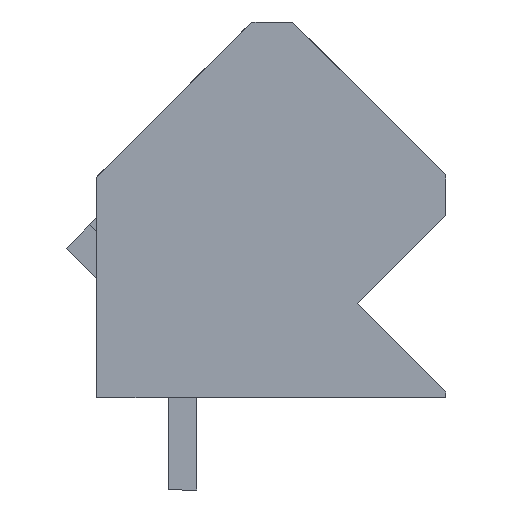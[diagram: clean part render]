
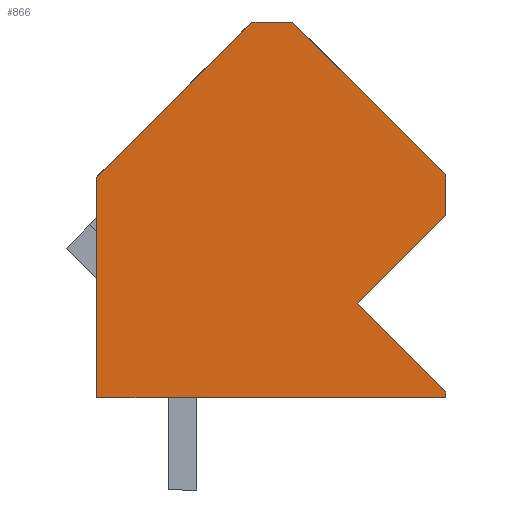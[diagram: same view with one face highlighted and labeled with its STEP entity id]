
A CAD part, left-side view. The second image highlights one B-rep face of the part: STEP entity #866.
In plain terms, the highlighted planar face has unit normal (-1, 0, 0).
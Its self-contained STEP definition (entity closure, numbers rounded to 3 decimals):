
#815=AXIS2_PLACEMENT_3D('Plane Axis2P3D',#812,#813,#814) ;
#255=CARTESIAN_POINT('Vertex',(0.,5.303,16.228)) ;
#258=CARTESIAN_POINT('Line Origine',(0.,2.651,13.577)) ;
#262=CARTESIAN_POINT('Vertex',(0.,0.,10.925)) ;
#567=CARTESIAN_POINT('Vertex',(0.,12.092,10.853)) ;
#570=CARTESIAN_POINT('Line Origine',(0.,9.405,13.541)) ;
#574=CARTESIAN_POINT('Vertex',(0.,6.717,16.228)) ;
#793=CARTESIAN_POINT('Line Origine',(0.,0.,10.218)) ;
#797=CARTESIAN_POINT('Vertex',(0.,0.,9.511)) ;
#812=CARTESIAN_POINT('Axis2P3D Location',(0.,13.152,0.)) ;
#817=CARTESIAN_POINT('Line Origine',(0.,6.046,3.2)) ;
#821=CARTESIAN_POINT('Vertex',(0.,12.092,3.2)) ;
#823=CARTESIAN_POINT('Vertex',(0.,0.,3.2)) ;
#826=CARTESIAN_POINT('Line Origine',(0.,0.,3.3)) ;
#830=CARTESIAN_POINT('Vertex',(0.,0.,3.4)) ;
#833=CARTESIAN_POINT('Line Origine',(0.,1.527,4.928)) ;
#837=CARTESIAN_POINT('Vertex',(0.,3.055,6.455)) ;
#840=CARTESIAN_POINT('Line Origine',(0.,1.527,7.983)) ;
#845=CARTESIAN_POINT('Line Origine',(0.,6.01,16.228)) ;
#850=CARTESIAN_POINT('Line Origine',(0.,12.092,7.027)) ;
#259=DIRECTION('Vector Direction',(0.,0.707,0.707)) ;
#571=DIRECTION('Vector Direction',(0.,0.707,-0.707)) ;
#794=DIRECTION('Vector Direction',(0.,0.,1.)) ;
#813=DIRECTION('Axis2P3D Direction',(-1.,0.,0.)) ;
#814=DIRECTION('Axis2P3D XDirection',(0.,-1.,0.)) ;
#818=DIRECTION('Vector Direction',(0.,-1.,0.)) ;
#827=DIRECTION('Vector Direction',(0.,0.,1.)) ;
#834=DIRECTION('Vector Direction',(0.,0.707,0.707)) ;
#841=DIRECTION('Vector Direction',(0.,-0.707,0.707)) ;
#846=DIRECTION('Vector Direction',(0.,1.,0.)) ;
#851=DIRECTION('Vector Direction',(0.,0.,-1.)) ;
#260=VECTOR('Line Direction',#259,1.) ;
#572=VECTOR('Line Direction',#571,1.) ;
#795=VECTOR('Line Direction',#794,1.) ;
#819=VECTOR('Line Direction',#818,1.) ;
#828=VECTOR('Line Direction',#827,1.) ;
#835=VECTOR('Line Direction',#834,1.) ;
#842=VECTOR('Line Direction',#841,1.) ;
#847=VECTOR('Line Direction',#846,1.) ;
#852=VECTOR('Line Direction',#851,1.) ;
#856=ORIENTED_EDGE('',*,*,#825,.T.) ;
#857=ORIENTED_EDGE('',*,*,#832,.T.) ;
#858=ORIENTED_EDGE('',*,*,#839,.T.) ;
#859=ORIENTED_EDGE('',*,*,#844,.T.) ;
#860=ORIENTED_EDGE('',*,*,#799,.T.) ;
#861=ORIENTED_EDGE('',*,*,#264,.T.) ;
#862=ORIENTED_EDGE('',*,*,#849,.T.) ;
#863=ORIENTED_EDGE('',*,*,#576,.T.) ;
#864=ORIENTED_EDGE('',*,*,#854,.T.) ;
#866=ADVANCED_FACE('HOUSING',(#865),#816,.T.) ;
#264=EDGE_CURVE('',#263,#256,#261,.T.) ;
#576=EDGE_CURVE('',#575,#568,#573,.T.) ;
#799=EDGE_CURVE('',#798,#263,#796,.T.) ;
#825=EDGE_CURVE('',#822,#824,#820,.T.) ;
#832=EDGE_CURVE('',#824,#831,#829,.T.) ;
#839=EDGE_CURVE('',#831,#838,#836,.T.) ;
#844=EDGE_CURVE('',#838,#798,#843,.T.) ;
#849=EDGE_CURVE('',#256,#575,#848,.T.) ;
#854=EDGE_CURVE('',#568,#822,#853,.T.) ;
#855=EDGE_LOOP('',(#856,#857,#858,#859,#860,#861,#862,#863,#864)) ;
#865=FACE_OUTER_BOUND('',#855,.T.) ;
#261=LINE('Line',#258,#260) ;
#573=LINE('Line',#570,#572) ;
#796=LINE('Line',#793,#795) ;
#820=LINE('Line',#817,#819) ;
#829=LINE('Line',#826,#828) ;
#836=LINE('Line',#833,#835) ;
#843=LINE('Line',#840,#842) ;
#848=LINE('Line',#845,#847) ;
#853=LINE('Line',#850,#852) ;
#816=PLANE('',#815) ;
#256=VERTEX_POINT('',#255) ;
#263=VERTEX_POINT('',#262) ;
#568=VERTEX_POINT('',#567) ;
#575=VERTEX_POINT('',#574) ;
#798=VERTEX_POINT('',#797) ;
#822=VERTEX_POINT('',#821) ;
#824=VERTEX_POINT('',#823) ;
#831=VERTEX_POINT('',#830) ;
#838=VERTEX_POINT('',#837) ;
